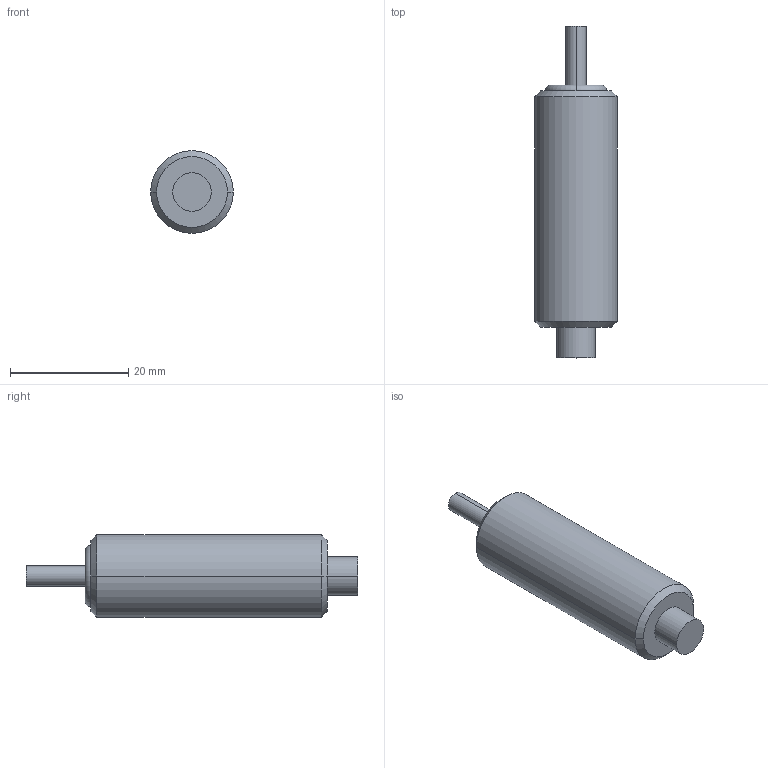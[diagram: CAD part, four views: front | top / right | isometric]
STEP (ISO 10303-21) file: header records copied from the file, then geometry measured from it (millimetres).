
FILE_DESCRIPTION((''),'2;1');
FILE_NAME('DM_CAD-3153','2017-07-27T',('creinig-se'),(''),'PRO/ENGINEER BY PARAMETRIC TECHNOLOGY CORPORATION, 2015440','PRO/ENGINEER BY PARAMETRIC TECHNOLOGY CORPORATION, 2015440','');
FILE_SCHEMA(('CONFIG_CONTROL_DESIGN'));
Length unit declared in the file: millimetre
Products named in the file (1): DM_CAD-3153
Bounding box: 14 x 56.2 x 14 mm (x, y, z)
Volume: 6457.2 mm3; surface area: 2244.2 mm2
Topology: 1 solids, 1 shells, 17 faces, 84 edges, 76 vertices
Faces by surface type: cylinder 6, plane 5, cone 4, torus 2
Entity records: 1227 total; most frequent: DIRECTION 158, CARTESIAN_POINT 122, PRESENTATION_STYLE_ASSIGNMENT 103, STYLED_ITEM 100, CURVE_STYLE 90, ORIENTED_EDGE 64, AXIS2_PLACEMENT_3D 56, TRIMMED_CURVE 52
